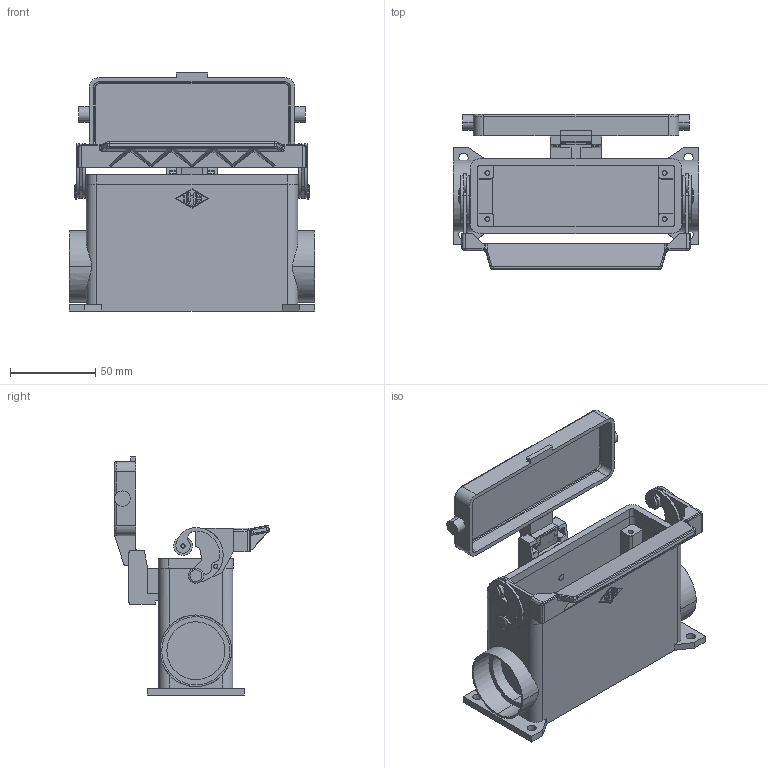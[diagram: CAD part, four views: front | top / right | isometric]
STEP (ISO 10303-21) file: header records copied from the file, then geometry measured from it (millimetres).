
FILE_DESCRIPTION((''),'2;1');
FILE_NAME('MAP 24 LS40.stp','2006-12-21T17:42:33',('gembarski'),(''),'Autodesk Inventor 7','Autodesk Inventor 7','');
FILE_SCHEMA(('AUTOMOTIVE_DESIGN { 1 0 10303 214 1 1 1 1 }'));
Length unit declared in the file: millimetre
Products named in the file (1): MAP 24 LS40
Bounding box: 144 x 90.95 x 139.7 mm (x, y, z)
Volume: 176844.2 mm3; surface area: 108288.2 mm2
Topology: 6 solids, 6 shells, 633 faces, 1700 edges, 1108 vertices
Faces by surface type: plane 284, cylinder 183, bspline 138, torus 16, cone 8, sphere 4
Entity records: 23041 total; most frequent: CARTESIAN_POINT 7034, ORIENTED_EDGE 3404, DIRECTION 3314, EDGE_CURVE 1702, AXIS2_PLACEMENT_3D 1156, VERTEX_POINT 1108, VECTOR 1002, LINE 1002
